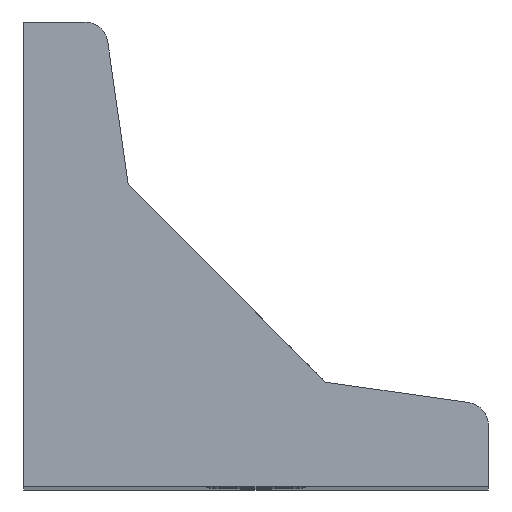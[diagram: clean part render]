
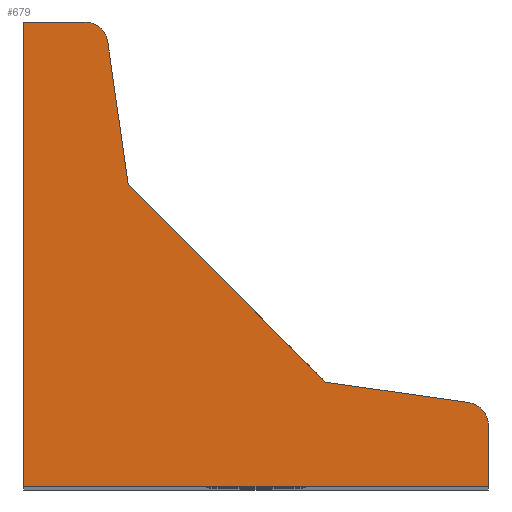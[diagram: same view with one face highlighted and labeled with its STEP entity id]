
A CAD part, top view. The second image highlights one B-rep face of the part: STEP entity #679.
In plain terms, the highlighted planar face has unit normal (0, 0, 1).
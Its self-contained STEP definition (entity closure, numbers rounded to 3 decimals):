
#95=PLANE('',#776);
#134=FACE_OUTER_BOUND('',#205,.T.);
#205=EDGE_LOOP('',(#614,#615,#616,#617,#618,#619,#620,#621,#622));
#214=LINE('',#1031,#245);
#223=LINE('',#1054,#254);
#229=LINE('',#1149,#260);
#231=LINE('',#1180,#262);
#232=LINE('',#1184,#263);
#234=LINE('',#1188,#265);
#236=LINE('',#1191,#267);
#245=VECTOR('',#803,12.408);
#254=VECTOR('',#822,12.408);
#260=VECTOR('',#942,24.042);
#262=VECTOR('',#984,5.265);
#263=VECTOR('',#989,5.265);
#265=VECTOR('',#993,40.);
#267=VECTOR('',#997,40.);
#268=CIRCLE('',#683,2.);
#271=CIRCLE('',#693,2.);
#296=VERTEX_POINT('',#1002);
#297=VERTEX_POINT('',#1003);
#309=VERTEX_POINT('',#1029);
#316=VERTEX_POINT('',#1047);
#317=VERTEX_POINT('',#1048);
#318=VERTEX_POINT('',#1053);
#359=VERTEX_POINT('',#1178);
#360=VERTEX_POINT('',#1183);
#361=VERTEX_POINT('',#1187);
#362=EDGE_CURVE('',#296,#297,#268,.T.);
#376=EDGE_CURVE('',#309,#296,#214,.T.);
#384=EDGE_CURVE('',#316,#317,#271,.T.);
#387=EDGE_CURVE('',#317,#318,#223,.T.);
#433=EDGE_CURVE('',#318,#309,#229,.T.);
#443=EDGE_CURVE('',#359,#316,#231,.T.);
#444=EDGE_CURVE('',#297,#360,#232,.T.);
#446=EDGE_CURVE('',#360,#361,#234,.T.);
#448=EDGE_CURVE('',#361,#359,#236,.T.);
#614=ORIENTED_EDGE('',*,*,#362,.F.);
#615=ORIENTED_EDGE('',*,*,#376,.F.);
#616=ORIENTED_EDGE('',*,*,#433,.F.);
#617=ORIENTED_EDGE('',*,*,#387,.F.);
#618=ORIENTED_EDGE('',*,*,#384,.F.);
#619=ORIENTED_EDGE('',*,*,#443,.F.);
#620=ORIENTED_EDGE('',*,*,#448,.F.);
#621=ORIENTED_EDGE('',*,*,#446,.F.);
#622=ORIENTED_EDGE('',*,*,#444,.F.);
#679=ADVANCED_FACE('',(#134),#95,.T.);
#683=AXIS2_PLACEMENT_3D('',#1004,#781,#782);
#693=AXIS2_PLACEMENT_3D('',#1049,#816,#817);
#776=AXIS2_PLACEMENT_3D('',#1192,#998,#999);
#781=DIRECTION('center_axis',(0.,0.,-1.));
#782=DIRECTION('ref_axis',(0.755,0.655,0.));
#803=DIRECTION('',(0.99,-0.141,0.));
#816=DIRECTION('center_axis',(0.,0.,-1.));
#817=DIRECTION('ref_axis',(0.655,0.755,0.));
#822=DIRECTION('',(0.141,-0.99,0.));
#942=DIRECTION('',(0.707,-0.707,0.));
#984=DIRECTION('',(1.,0.,0.));
#989=DIRECTION('',(0.,-1.,0.));
#993=DIRECTION('',(-1.,0.,0.));
#997=DIRECTION('',(0.,1.,0.));
#998=DIRECTION('center_axis',(0.,0.,1.));
#999=DIRECTION('ref_axis',(1.,0.,0.));
#1002=CARTESIAN_POINT('',(8.673,-20.029,160.));
#1003=CARTESIAN_POINT('',(10.39,-22.008,160.));
#1004=CARTESIAN_POINT('Origin',(8.39,-22.008,160.));
#1029=CARTESIAN_POINT('',(-3.61,-18.274,160.));
#1031=CARTESIAN_POINT('',(10.39,-20.274,160.));
#1047=CARTESIAN_POINT('',(-24.344,12.726,160.));
#1048=CARTESIAN_POINT('',(-22.365,11.009,160.));
#1049=CARTESIAN_POINT('Origin',(-24.344,10.726,160.));
#1053=CARTESIAN_POINT('',(-20.61,-1.274,160.));
#1054=CARTESIAN_POINT('',(-20.61,-1.274,160.));
#1149=CARTESIAN_POINT('',(-3.61,-18.274,160.));
#1178=CARTESIAN_POINT('',(-29.61,12.726,160.));
#1180=CARTESIAN_POINT('',(-22.61,12.726,160.));
#1183=CARTESIAN_POINT('',(10.39,-27.274,160.));
#1184=CARTESIAN_POINT('',(10.39,-27.274,160.));
#1187=CARTESIAN_POINT('',(-29.61,-27.274,160.));
#1188=CARTESIAN_POINT('',(-29.61,-27.274,160.));
#1191=CARTESIAN_POINT('',(-29.61,12.726,160.));
#1192=CARTESIAN_POINT('Origin',(-15.224,-12.888,160.));
